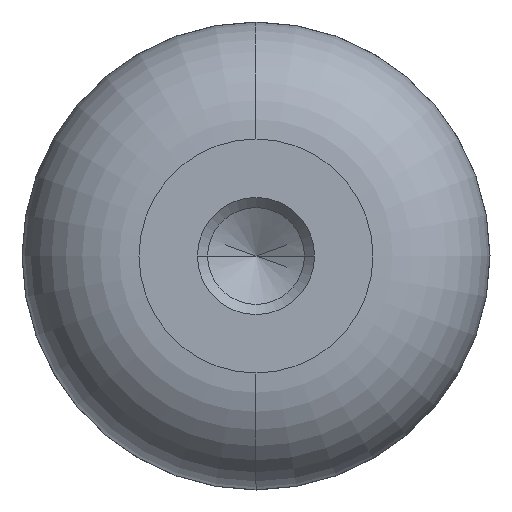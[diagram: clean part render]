
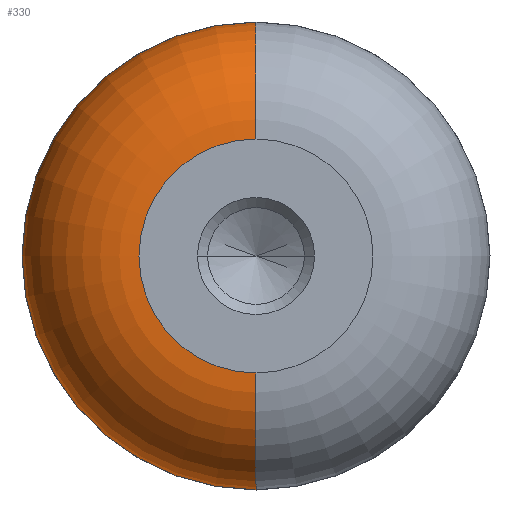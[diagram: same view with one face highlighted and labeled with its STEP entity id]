
A CAD part, left-side view. The second image highlights one B-rep face of the part: STEP entity #330.
In plain terms, the highlighted toroidal (fillet/blend) face has major radius 5 mm and minor radius 5 mm.
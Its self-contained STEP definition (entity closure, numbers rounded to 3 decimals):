
#146=EDGE_CURVE('',#280,#386,#407,.T.);
#160=EDGE_CURVE('',#340,#364,#421,.T.);
#212=EDGE_CURVE('',#364,#280,#483,.T.);
#236=EDGE_CURVE('',#386,#258,#512,.T.);
#240=EDGE_CURVE('',#278,#258,#516,.T.);
#258=VERTEX_POINT('',#536);
#266=EDGE_CURVE('',#340,#278,#544,.T.);
#278=VERTEX_POINT('',#556);
#280=VERTEX_POINT('',#558);
#330=ADVANCED_FACE('',(#614),#615,.T.);
#340=VERTEX_POINT('',#625);
#364=VERTEX_POINT('',#651);
#386=VERTEX_POINT('',#676);
#407=CIRCLE('',#688,7.854);
#421=CIRCLE('',#708,5.0);
#483=CIRCLE('',#788,7.854);
#512=CIRCLE('',#826,5.0);
#516=CIRCLE('',#831,5.0);
#536=CARTESIAN_POINT('',(-20.0,0.,5.0));
#544=CIRCLE('',#863,5.0);
#556=CARTESIAN_POINT('',(-20.0,5.0,0.0));
#558=CARTESIAN_POINT('',(-10.895,7.854,0.0));
#614=FACE_OUTER_BOUND('',#951,.T.);
#615=TOROIDAL_SURFACE('',#952,5.0,5.0);
#625=CARTESIAN_POINT('',(-20.0,0.,-5.0));
#651=CARTESIAN_POINT('',(-10.895,0.,-7.854));
#676=CARTESIAN_POINT('',(-10.895,0.,7.854));
#688=AXIS2_PLACEMENT_3D('',#1037,#1038,#1039);
#708=AXIS2_PLACEMENT_3D('',#1055,#1056,#1057);
#788=AXIS2_PLACEMENT_3D('',#1176,#1177,#1178);
#826=AXIS2_PLACEMENT_3D('',#1227,#1228,#1229);
#831=AXIS2_PLACEMENT_3D('',#1230,#1231,#1232);
#863=AXIS2_PLACEMENT_3D('',#1251,#1252,#1253);
#951=EDGE_LOOP('',(#1334,#1335,#1336,#1337,#1338,#1339));
#952=AXIS2_PLACEMENT_3D('',#1340,#1341,#1342);
#1037=CARTESIAN_POINT('',(-10.895,0.0,0.0));
#1038=DIRECTION('',(1.0,0.0,0.0));
#1039=DIRECTION('',(0.0,1.0,0.0));
#1055=CARTESIAN_POINT('',(-15.0,0.,-5.0));
#1056=DIRECTION('',(0.0,-1.0,0.));
#1057=DIRECTION('',(0.0,0.,-1.0));
#1176=CARTESIAN_POINT('',(-10.895,0.0,0.0));
#1177=DIRECTION('',(1.0,0.0,0.0));
#1178=DIRECTION('',(0.0,1.0,0.0));
#1227=CARTESIAN_POINT('',(-15.0,0.,5.0));
#1228=DIRECTION('',(0.0,-1.0,0.));
#1229=DIRECTION('',(0.0,0.,1.0));
#1230=CARTESIAN_POINT('',(-20.0,0.0,0.0));
#1231=DIRECTION('',(1.0,0.0,0.0));
#1232=DIRECTION('',(0.0,1.0,0.0));
#1251=CARTESIAN_POINT('',(-20.0,0.0,0.0));
#1252=DIRECTION('',(1.0,0.0,0.0));
#1253=DIRECTION('',(0.0,1.0,0.0));
#1334=ORIENTED_EDGE('',*,*,#160,.F.);
#1335=ORIENTED_EDGE('',*,*,#266,.T.);
#1336=ORIENTED_EDGE('',*,*,#240,.T.);
#1337=ORIENTED_EDGE('',*,*,#236,.F.);
#1338=ORIENTED_EDGE('',*,*,#146,.F.);
#1339=ORIENTED_EDGE('',*,*,#212,.F.);
#1340=CARTESIAN_POINT('',(-15.0,0.0,0.0));
#1341=DIRECTION('',(1.0,0.0,0.0));
#1342=DIRECTION('',(0.0,0.0,-1.0));
